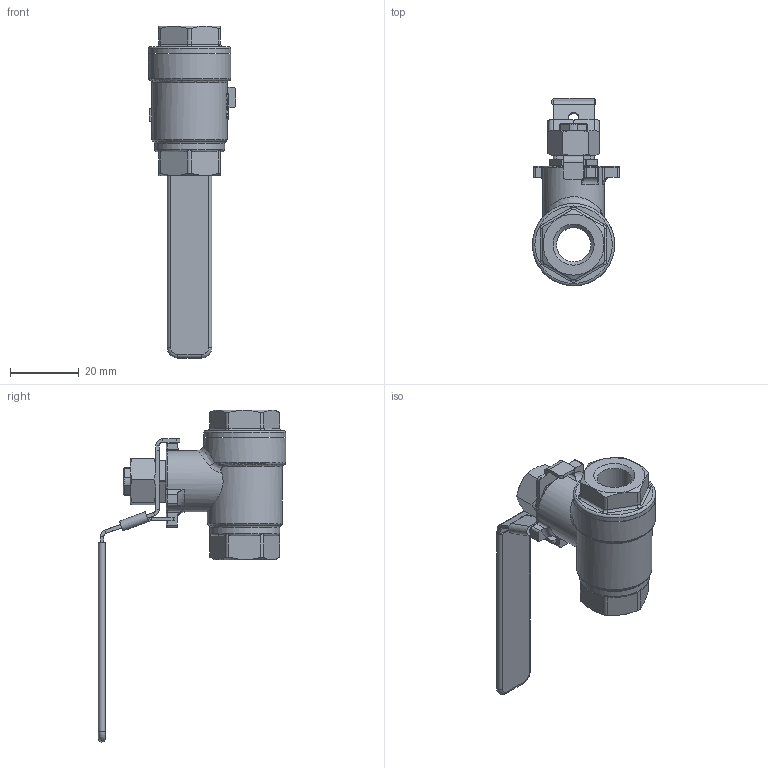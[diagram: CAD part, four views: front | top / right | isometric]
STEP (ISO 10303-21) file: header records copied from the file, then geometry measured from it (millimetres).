
FILE_DESCRIPTION(/* description */ (''),/* implementation_level */ '2;1');
FILE_NAME(/* name */ 'DN10_3D_STEP.stp',/* time_stamp */ '2025-08-07T23:54:57+03:00',/* author */ ('igorr'),/* organization */ (''),/* preprocessor_version */ 'ST-DEVELOPER v20',/* originating_system */ 'Autodesk Inventor 2025',/* authorisation */ '');
FILE_SCHEMA (('AUTOMOTIVE_DESIGN { 1 0 10303 214 3 1 1 }'));
Length unit declared in the file: millimetre
Products named in the file (5): Сборка; Деталь1; Деталь2; Деталь3; ANSI B18.2.4.2M - M8x1,25
Assembly tree (4 placements, depth 2):
  Сборка
    Деталь1
    Деталь2
    Деталь3
    ANSI B18.2.4.2M - M8x1,25
Bounding box: 25.41 x 54.8 x 96.85 mm (x, y, z)
Volume: 19730 mm3; surface area: 11315.1 mm2
Topology: 4 solids, 4 shells, 493 faces, 1260 edges, 804 vertices
Faces by surface type: plane 242, cylinder 109, bspline 77, torus 47, cone 18
Full cylindrical faces by diameter (mm): 3 x1, 4 x1, 5 x1, 6.647 x1, 10 x1, 12 x1, 18 x1, 20.475 x1, 22 x1, 24 x2
Entity records: 17171 total; most frequent: CARTESIAN_POINT 5052, ORIENTED_EDGE 2520, DIRECTION 2157, EDGE_CURVE 1260, VERTEX_POINT 804, AXIS2_PLACEMENT_3D 730, LINE 697, VECTOR 697
